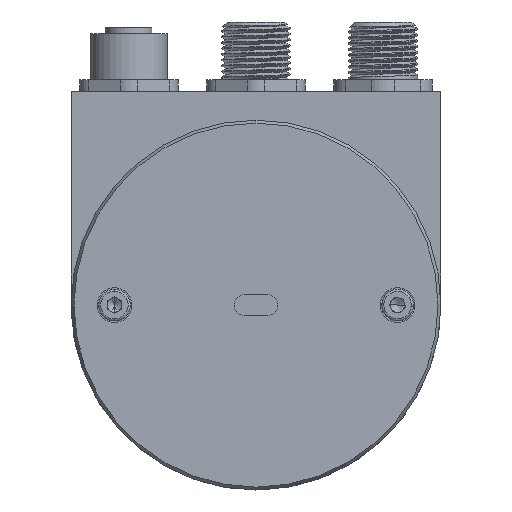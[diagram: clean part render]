
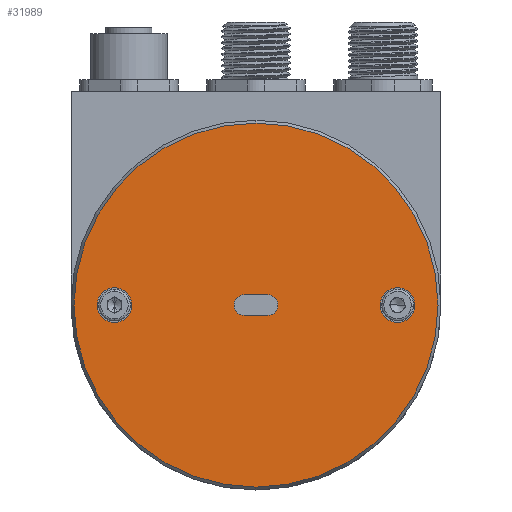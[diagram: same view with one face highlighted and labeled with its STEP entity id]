
A CAD part, front view. The second image highlights one B-rep face of the part: STEP entity #31989.
In plain terms, the highlighted planar face has unit normal (0, -1, 0).
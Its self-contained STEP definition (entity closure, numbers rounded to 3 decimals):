
#216 = CIRCLE ( 'NONE', #8989, 3. ) ;
#384 = EDGE_CURVE ( 'NONE', #10286, #3289, #17196, .T. ) ;
#499 = DIRECTION ( 'NONE',  ( 1., 0., 0. ) ) ;
#612 = ORIENTED_EDGE ( 'NONE', *, *, #1227, .T. ) ;
#662 = PLANE ( 'NONE',  #7370 ) ;
#1227 = EDGE_CURVE ( 'NONE', #8558, #21612, #27188, .T. ) ;
#1278 = DIRECTION ( 'NONE',  ( 0., 0., 1. ) ) ;
#1468 = CIRCLE ( 'NONE', #23622, 3. ) ;
#1834 = LINE ( 'NONE', #25903, #5012 ) ;
#2054 = DIRECTION ( 'NONE',  ( 0., -1., 0. ) ) ;
#2222 = EDGE_CURVE ( 'NONE', #3289, #10286, #22079, .T. ) ;
#2804 = CIRCLE ( 'NONE', #6404, 1.8 ) ;
#3289 = VERTEX_POINT ( 'NONE', #25712 ) ;
#4269 = DIRECTION ( 'NONE',  ( 0., 0., 1. ) ) ;
#4302 = EDGE_LOOP ( 'NONE', ( #10378, #24515 ) ) ;
#4401 = CARTESIAN_POINT ( 'NONE',  ( -25.373, -6.742, -4.3 ) ) ;
#5012 = VECTOR ( 'NONE', #6197, 1000. ) ;
#5057 = FACE_BOUND ( 'NONE', #30947, .T. ) ;
#5137 = CIRCLE ( 'NONE', #23183, 1.8 ) ;
#5168 = CARTESIAN_POINT ( 'NONE',  ( -29.373, -6.742, -0.7 ) ) ;
#5619 = EDGE_CURVE ( 'NONE', #21612, #8558, #18692, .T. ) ;
#5838 = VERTEX_POINT ( 'NONE', #5168 ) ;
#5921 = ORIENTED_EDGE ( 'NONE', *, *, #27670, .F. ) ;
#6197 = DIRECTION ( 'NONE',  ( 1., 0., 0. ) ) ;
#6404 = AXIS2_PLACEMENT_3D ( 'NONE', #10514, #8418, #20187 ) ;
#6968 = ORIENTED_EDGE ( 'NONE', *, *, #8878, .T. ) ;
#7140 = DIRECTION ( 'NONE',  ( 0., -1., 0. ) ) ;
#7370 = AXIS2_PLACEMENT_3D ( 'NONE', #30423, #14884, #499 ) ;
#8111 = FACE_BOUND ( 'NONE', #4302, .T. ) ;
#8170 = AXIS2_PLACEMENT_3D ( 'NONE', #31763, #23823, #9594 ) ;
#8418 = DIRECTION ( 'NONE',  ( 0., 1., 0. ) ) ;
#8558 = VERTEX_POINT ( 'NONE', #15005 ) ;
#8878 = EDGE_CURVE ( 'NONE', #30878, #11329, #5137, .T. ) ;
#8914 = CARTESIAN_POINT ( 'NONE',  ( -51.873, -6.742, -5.5 ) ) ;
#8948 = ORIENTED_EDGE ( 'NONE', *, *, #5619, .T. ) ;
#8989 = AXIS2_PLACEMENT_3D ( 'NONE', #9738, #21702, #27044 ) ;
#9231 = ORIENTED_EDGE ( 'NONE', *, *, #17953, .F. ) ;
#9594 = DIRECTION ( 'NONE',  ( 0., 0., -1. ) ) ;
#9738 = CARTESIAN_POINT ( 'NONE',  ( -2.873, -6.742, -2.5 ) ) ;
#10025 = CARTESIAN_POINT ( 'NONE',  ( -29.373, -6.742, -4.3 ) ) ;
#10286 = VERTEX_POINT ( 'NONE', #8914 ) ;
#10378 = ORIENTED_EDGE ( 'NONE', *, *, #384, .F. ) ;
#10443 = AXIS2_PLACEMENT_3D ( 'NONE', #23940, #7140, #4269 ) ;
#10514 = CARTESIAN_POINT ( 'NONE',  ( -29.373, -6.742, -2.5 ) ) ;
#10586 = DIRECTION ( 'NONE',  ( 0., 0., 1. ) ) ;
#11329 = VERTEX_POINT ( 'NONE', #4401 ) ;
#11524 = CARTESIAN_POINT ( 'NONE',  ( -2.873, -6.742, 0.5 ) ) ;
#11559 = AXIS2_PLACEMENT_3D ( 'NONE', #31631, #2054, #31156 ) ;
#13235 = AXIS2_PLACEMENT_3D ( 'NONE', #15955, #18223, #1278 ) ;
#13877 = VERTEX_POINT ( 'NONE', #11524 ) ;
#13892 = EDGE_CURVE ( 'NONE', #5838, #30878, #1834, .T. ) ;
#14043 = VERTEX_POINT ( 'NONE', #10025 ) ;
#14235 = VECTOR ( 'NONE', #16720, 1000. ) ;
#14884 = DIRECTION ( 'NONE',  ( 0., 1., 0. ) ) ;
#15005 = CARTESIAN_POINT ( 'NONE',  ( -27.373, -6.742, 29. ) ) ;
#15955 = CARTESIAN_POINT ( 'NONE',  ( -27.373, -6.742, -2.5 ) ) ;
#16684 = DIRECTION ( 'NONE',  ( 0., 0., 1. ) ) ;
#16720 = DIRECTION ( 'NONE',  ( -1., 0., 0. ) ) ;
#17196 = CIRCLE ( 'NONE', #11559, 3. ) ;
#17585 = EDGE_CURVE ( 'NONE', #14043, #5838, #2804, .T. ) ;
#17780 = CARTESIAN_POINT ( 'NONE',  ( -27.373, -6.742, -34. ) ) ;
#17941 = FACE_BOUND ( 'NONE', #28495, .T. ) ;
#17953 = EDGE_CURVE ( 'NONE', #21860, #13877, #216, .T. ) ;
#18223 = DIRECTION ( 'NONE',  ( 0., -1., 0. ) ) ;
#18692 = CIRCLE ( 'NONE', #10443, 31.5 ) ;
#18716 = ORIENTED_EDGE ( 'NONE', *, *, #25007, .T. ) ;
#19110 = CARTESIAN_POINT ( 'NONE',  ( -25.373, -6.742, -2.5 ) ) ;
#20187 = DIRECTION ( 'NONE',  ( 0., 0., 1. ) ) ;
#21612 = VERTEX_POINT ( 'NONE', #17780 ) ;
#21702 = DIRECTION ( 'NONE',  ( 0., -1., 0. ) ) ;
#21860 = VERTEX_POINT ( 'NONE', #22947 ) ;
#22079 = CIRCLE ( 'NONE', #8170, 3. ) ;
#22838 = ORIENTED_EDGE ( 'NONE', *, *, #17585, .T. ) ;
#22850 = DIRECTION ( 'NONE',  ( 0., -1., 0. ) ) ;
#22946 = CARTESIAN_POINT ( 'NONE',  ( -25.373, -6.742, -0.7 ) ) ;
#22947 = CARTESIAN_POINT ( 'NONE',  ( -2.873, -6.742, -5.5 ) ) ;
#23183 = AXIS2_PLACEMENT_3D ( 'NONE', #19110, #31269, #16684 ) ;
#23622 = AXIS2_PLACEMENT_3D ( 'NONE', #25120, #22850, #10586 ) ;
#23823 = DIRECTION ( 'NONE',  ( 0., -1., 0. ) ) ;
#23940 = CARTESIAN_POINT ( 'NONE',  ( -27.373, -6.742, -2.5 ) ) ;
#24515 = ORIENTED_EDGE ( 'NONE', *, *, #2222, .F. ) ;
#25007 = EDGE_CURVE ( 'NONE', #11329, #14043, #25224, .T. ) ;
#25120 = CARTESIAN_POINT ( 'NONE',  ( -2.873, -6.742, -2.5 ) ) ;
#25224 = LINE ( 'NONE', #29037, #14235 ) ;
#25712 = CARTESIAN_POINT ( 'NONE',  ( -51.873, -6.742, 0.5 ) ) ;
#25903 = CARTESIAN_POINT ( 'NONE',  ( -27.373, -6.742, -0.7 ) ) ;
#27044 = DIRECTION ( 'NONE',  ( 0., 0., 1. ) ) ;
#27188 = CIRCLE ( 'NONE', #13235, 31.5 ) ;
#27332 = EDGE_LOOP ( 'NONE', ( #612, #8948 ) ) ;
#27670 = EDGE_CURVE ( 'NONE', #13877, #21860, #1468, .T. ) ;
#28495 = EDGE_LOOP ( 'NONE', ( #9231, #5921 ) ) ;
#29037 = CARTESIAN_POINT ( 'NONE',  ( -27.373, -6.742, -4.3 ) ) ;
#30110 = FACE_OUTER_BOUND ( 'NONE', #27332, .T. ) ;
#30423 = CARTESIAN_POINT ( 'NONE',  ( -27.373, -6.742, -2.5 ) ) ;
#30715 = ORIENTED_EDGE ( 'NONE', *, *, #13892, .T. ) ;
#30878 = VERTEX_POINT ( 'NONE', #22946 ) ;
#30947 = EDGE_LOOP ( 'NONE', ( #18716, #22838, #30715, #6968 ) ) ;
#31156 = DIRECTION ( 'NONE',  ( 0., 0., -1. ) ) ;
#31269 = DIRECTION ( 'NONE',  ( 0., 1., 0. ) ) ;
#31631 = CARTESIAN_POINT ( 'NONE',  ( -51.873, -6.742, -2.5 ) ) ;
#31763 = CARTESIAN_POINT ( 'NONE',  ( -51.873, -6.742, -2.5 ) ) ;
#31989 = ADVANCED_FACE ( 'NONE', ( #5057, #8111, #17941, #30110 ), #662, .F. ) ;
